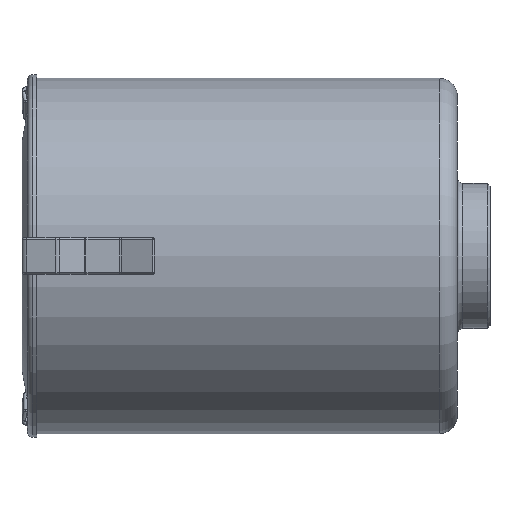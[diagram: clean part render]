
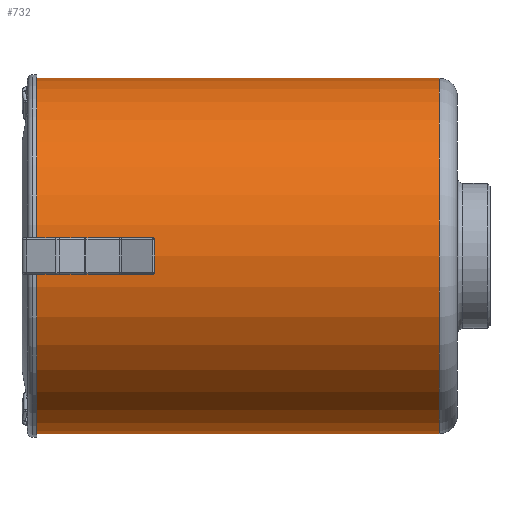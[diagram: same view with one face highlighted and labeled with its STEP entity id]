
A CAD part, left-side view. The second image highlights one B-rep face of the part: STEP entity #732.
In plain terms, the highlighted cylindrical face has radius 98 mm (diameter 196 mm), a partial arc.
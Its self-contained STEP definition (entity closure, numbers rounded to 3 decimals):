
#100=DIRECTION('',(0.,1.,0.));
#101=VECTOR('',#100,222.);
#102=CARTESIAN_POINT('',(0.,28.,-98.));
#103=LINE('',#102,#101);
#104=DIRECTION('',(0.,1.,0.));
#105=VECTOR('',#104,222.);
#106=CARTESIAN_POINT('',(0.,28.,98.));
#107=LINE('',#106,#105);
#108=CARTESIAN_POINT('',(0.,28.,0.));
#109=DIRECTION('',(0.,1.,0.));
#110=DIRECTION('',(0.,0.,-1.));
#111=AXIS2_PLACEMENT_3D('',#108,#109,#110);
#118=CARTESIAN_POINT('',(0.,250.,0.));
#119=DIRECTION('',(0.,1.,0.));
#120=DIRECTION('',(0.,0.,-1.));
#121=AXIS2_PLACEMENT_3D('',#118,#119,#120);
#546=CARTESIAN_POINT('',(0.,28.,-98.));
#547=CARTESIAN_POINT('',(0.,250.,-98.));
#548=VERTEX_POINT('',#546);
#549=VERTEX_POINT('',#547);
#558=CARTESIAN_POINT('',(0.,28.,98.));
#559=CARTESIAN_POINT('',(0.,250.,98.));
#560=VERTEX_POINT('',#558);
#561=VERTEX_POINT('',#559);
#720=CARTESIAN_POINT('',(0.,270.9,0.));
#721=DIRECTION('',(0.,-1.,0.));
#722=DIRECTION('',(0.,0.,1.));
#723=AXIS2_PLACEMENT_3D('',#720,#721,#722);
#724=CYLINDRICAL_SURFACE('',#723,98.);
#725=ORIENTED_EDGE('',*,*,#704,.T.);
#727=ORIENTED_EDGE('',*,*,#726,.T.);
#728=ORIENTED_EDGE('',*,*,#707,.F.);
#729=ORIENTED_EDGE('',*,*,#678,.F.);
#730=EDGE_LOOP('',(#725,#727,#728,#729));
#731=FACE_OUTER_BOUND('',#730,.F.);
#732=ADVANCED_FACE('',(#731),#724,.T.);
#112=CIRCLE('',#111,98.);
#122=CIRCLE('',#121,98.);
#678=EDGE_CURVE('',#548,#560,#112,.T.);
#704=EDGE_CURVE('',#548,#549,#103,.T.);
#707=EDGE_CURVE('',#560,#561,#107,.T.);
#726=EDGE_CURVE('',#549,#561,#122,.T.);
